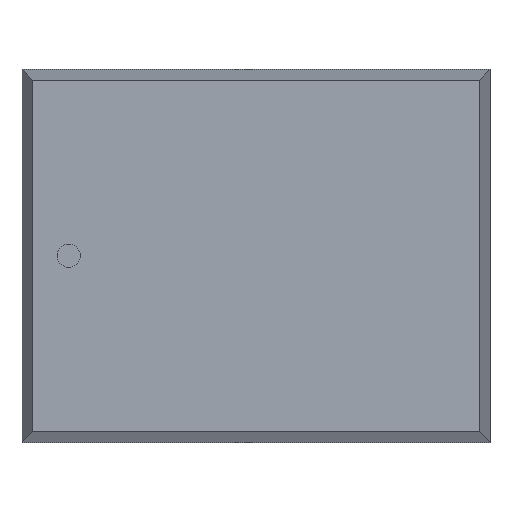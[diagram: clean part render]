
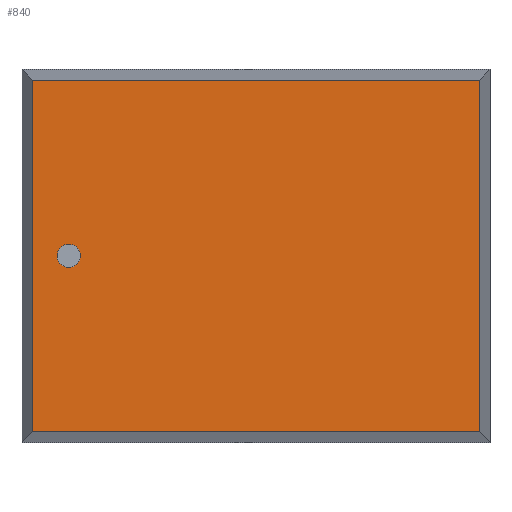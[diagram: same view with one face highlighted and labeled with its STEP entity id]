
A CAD part, top view. The second image highlights one B-rep face of the part: STEP entity #840.
In plain terms, the highlighted planar face has unit normal (0, 0, 1).
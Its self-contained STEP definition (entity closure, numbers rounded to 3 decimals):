
#840=ADVANCED_FACE('',(#846),#841,.T.);
#841=PLANE('',#842);
#842=AXIS2_PLACEMENT_3D('',#843,#844,#845);
#843=CARTESIAN_POINT('',(-1.671,-1.315,0.711));
#844=DIRECTION('',(0.0,0.0,1.0));
#845=DIRECTION('',(0.,1.,0.));
#846=FACE_OUTER_BOUND('',#847,.T.);
#847=EDGE_LOOP('',(#848,#858,#868,#878));
#851=CARTESIAN_POINT('',(1.671,-1.315,0.711));
#850=VERTEX_POINT('',#851);
#853=CARTESIAN_POINT('',(-1.671,-1.315,0.711));
#852=VERTEX_POINT('',#853);
#849=EDGE_CURVE('',#850,#852,#854,.T.);
#854=LINE('',#851,#856);
#856=VECTOR('',#857,3.342);
#857=DIRECTION('',(-1.0,0.0,0.0));
#848=ORIENTED_EDGE('',*,*,#849,.F.);
#861=CARTESIAN_POINT('',(1.671,1.315,0.711));
#860=VERTEX_POINT('',#861);
#859=EDGE_CURVE('',#860,#850,#864,.T.);
#864=LINE('',#861,#866);
#866=VECTOR('',#867,2.631);
#867=DIRECTION('',(0.0,-1.0,0.0));
#858=ORIENTED_EDGE('',*,*,#859,.F.);
#871=CARTESIAN_POINT('',(-1.671,1.315,0.711));
#870=VERTEX_POINT('',#871);
#869=EDGE_CURVE('',#870,#860,#874,.T.);
#874=LINE('',#871,#876);
#876=VECTOR('',#877,3.342);
#877=DIRECTION('',(1.0,0.0,0.0));
#868=ORIENTED_EDGE('',*,*,#869,.F.);
#879=EDGE_CURVE('',#852,#870,#884,.T.);
#884=LINE('',#853,#886);
#886=VECTOR('',#887,2.631);
#887=DIRECTION('',(0.0,1.0,0.0));
#878=ORIENTED_EDGE('',*,*,#879,.F.);
